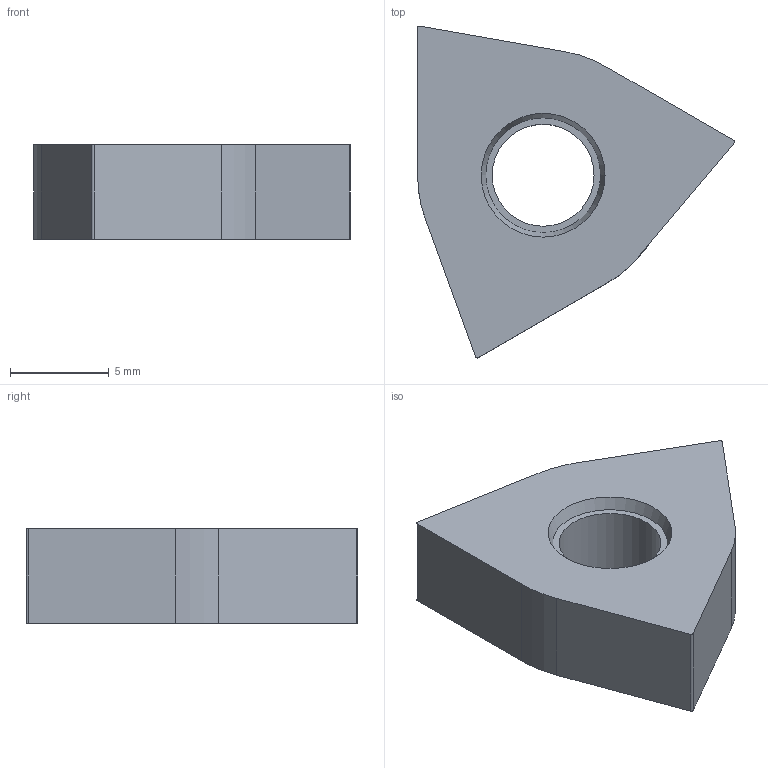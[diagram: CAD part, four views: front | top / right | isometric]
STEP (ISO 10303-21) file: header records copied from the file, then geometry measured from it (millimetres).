
FILE_DESCRIPTION(/* description */ (''),/* implementation_level */ '2;1');
FILE_NAME(/* name */ 'aaa336148_b.stp',/* time_stamp */ '2019-09-04T13:26:46+02:00',/* author */ (''),/* organization */ ('SMS'),/* preprocessor_version */ 'ST-DEVELOPER v16.7',/* originating_system */ 'SIEMENS PLM Software NX 12.0',/* authorisation */ '');
FILE_SCHEMA (('AUTOMOTIVE_DESIGN { 1 0 10303 214 3 1 1 1 }'));
Length unit declared in the file: millimetre
Products named in the file (1): AAA336148_B
Bounding box: 16.03 x 16.79 x 4.76 mm (x, y, z)
Volume: 677.5 mm3; surface area: 609.1 mm2
Topology: 1 solids, 1 shells, 19 faces, 47 edges, 34 vertices
Faces by surface type: plane 10, cylinder 7, cone 2
Full cylindrical faces by diameter (mm): 5.156 x1
Entity records: 696 total; most frequent: CARTESIAN_POINT 184, DIRECTION 104, ORIENTED_EDGE 84, EDGE_CURVE 42, AXIS2_PLACEMENT_3D 40, VERTEX_POINT 30, EDGE_LOOP 26, LINE 24
